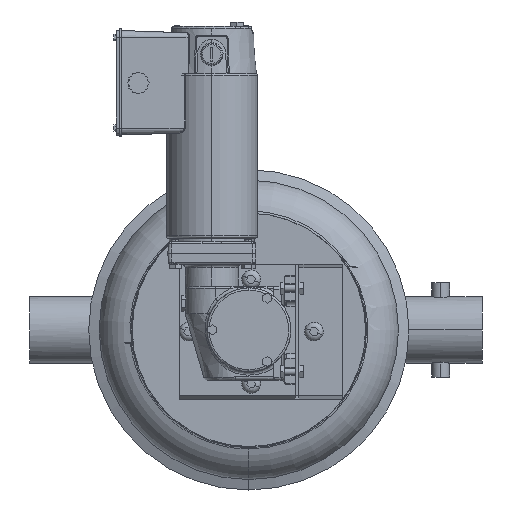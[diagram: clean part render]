
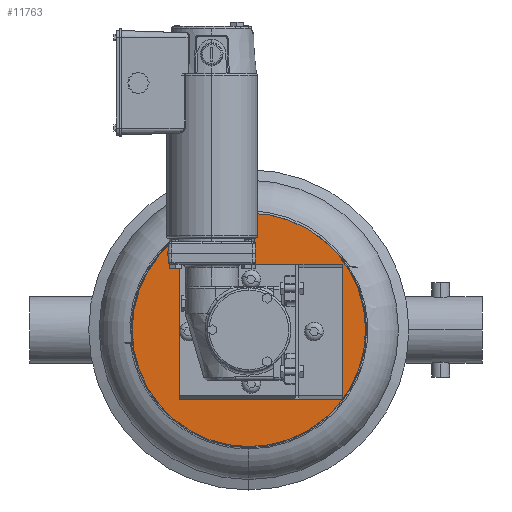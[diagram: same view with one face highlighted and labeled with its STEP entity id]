
A CAD part, left-side view. The second image highlights one B-rep face of the part: STEP entity #11763.
In plain terms, the highlighted planar face has unit normal (-1, 0, 0).
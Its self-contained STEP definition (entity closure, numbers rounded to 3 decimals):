
#279 = AXIS2_PLACEMENT_3D ( 'NONE', #16031, #25616, #1881 ) ;
#1353 = DIRECTION ( 'NONE',  ( 1., 0., 0. ) ) ;
#1881 = DIRECTION ( 'NONE',  ( 0., 0., -1. ) ) ;
#3126 = EDGE_LOOP ( 'NONE', ( #5810, #29459 ) ) ;
#3678 = CIRCLE ( 'NONE', #279, 106.362 ) ;
#3829 = CARTESIAN_POINT ( 'NONE',  ( 0., 0., 0. ) ) ;
#3921 = CIRCLE ( 'NONE', #9249, 106.362 ) ;
#4065 = EDGE_CURVE ( 'NONE', #29774, #22389, #3921, .T. ) ;
#5810 = ORIENTED_EDGE ( 'NONE', *, *, #25270, .F. ) ;
#6195 = DIRECTION ( 'NONE',  ( 0., 0., -1. ) ) ;
#6500 = DIRECTION ( 'NONE',  ( 1., 0., 0. ) ) ;
#9249 = AXIS2_PLACEMENT_3D ( 'NONE', #28865, #6500, #29257 ) ;
#10125 = FACE_OUTER_BOUND ( 'NONE', #3126, .T. ) ;
#10945 = PLANE ( 'NONE',  #13889 ) ;
#11763 = ADVANCED_FACE ( 'NONE', ( #10125 ), #10945, .F. ) ;
#13889 = AXIS2_PLACEMENT_3D ( 'NONE', #3829, #1353, #6195 ) ;
#16031 = CARTESIAN_POINT ( 'NONE',  ( 0., 0., 0. ) ) ;
#22389 = VERTEX_POINT ( 'NONE', #26227 ) ;
#23534 = CARTESIAN_POINT ( 'NONE',  ( 0., 0., -106.362 ) ) ;
#25270 = EDGE_CURVE ( 'NONE', #22389, #29774, #3678, .T. ) ;
#25616 = DIRECTION ( 'NONE',  ( 1., 0., 0. ) ) ;
#26227 = CARTESIAN_POINT ( 'NONE',  ( 0., 0., 106.362 ) ) ;
#28865 = CARTESIAN_POINT ( 'NONE',  ( 0., 0., 0. ) ) ;
#29257 = DIRECTION ( 'NONE',  ( 0., 0., -1. ) ) ;
#29459 = ORIENTED_EDGE ( 'NONE', *, *, #4065, .F. ) ;
#29774 = VERTEX_POINT ( 'NONE', #23534 ) ;
